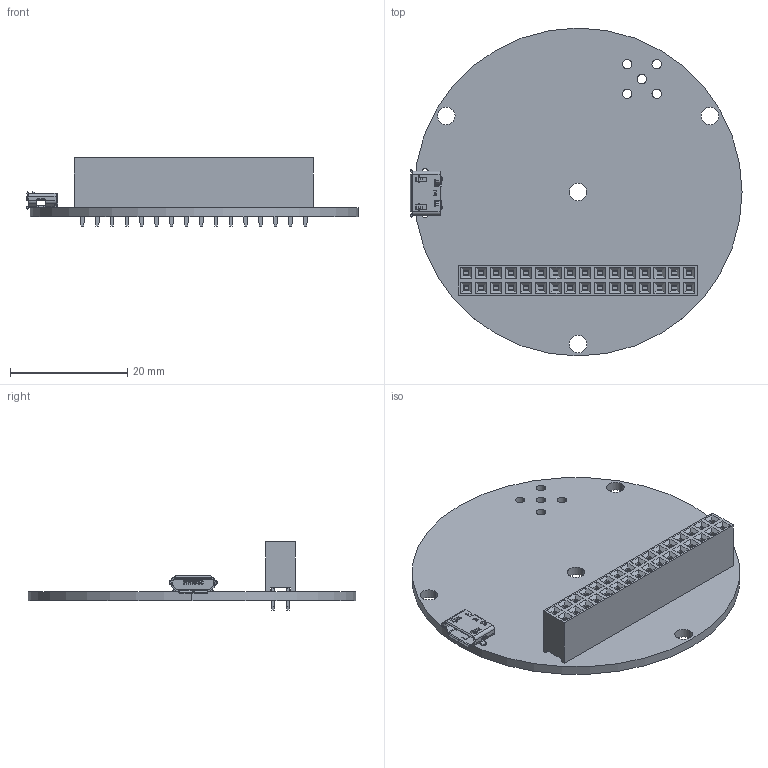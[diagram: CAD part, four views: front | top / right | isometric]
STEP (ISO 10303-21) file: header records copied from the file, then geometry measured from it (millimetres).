
FILE_DESCRIPTION (( 'STEP AP203' ), '1' );
FILE_NAME ('Open Cosmos_qbcan_compact_v1.0.STEP', '2016-07-13T14:38:07', ( '' ), ( '' ), 'SwSTEP 2.0', 'SolidWorks 2015', '' );
FILE_SCHEMA (( 'CONFIG_CONTROL_DESIGN' ));
Length unit declared in the file: millimetre
Products named in the file (4): Open Cosmos_qbcan_modular_v1.0_PCB_v1.0 Board; Open Cosmos_qbcan_compact_v1.0; female_header_a-bl254-dg-g32d; MicroUSB-B_Molex_105017-0001
Assembly tree (3 placements, depth 2):
  Open Cosmos_qbcan_compact_v1.0
    Open Cosmos_qbcan_modular_v1.0_PCB_v1.0 Board
    female_header_a-bl254-dg-g32d
    MicroUSB-B_Molex_105017-0001
Bounding box: 56.73 x 56.02 x 11.7 mm (x, y, z)
Volume: 4637.6 mm3; surface area: 9118.7 mm2
Topology: 3 solids, 3 shells, 1512 faces, 4378 edges, 2808 vertices
Faces by surface type: plane 1184, cylinder 320, bspline 8
Entity records: 50735 total; most frequent: CARTESIAN_POINT 11254, ORIENTED_EDGE 8740, DIRECTION 7171, EDGE_CURVE 4370, VECTOR 3197, LINE 3197, VERTEX_POINT 2808, AXIS2_PLACEMENT_3D 1987
